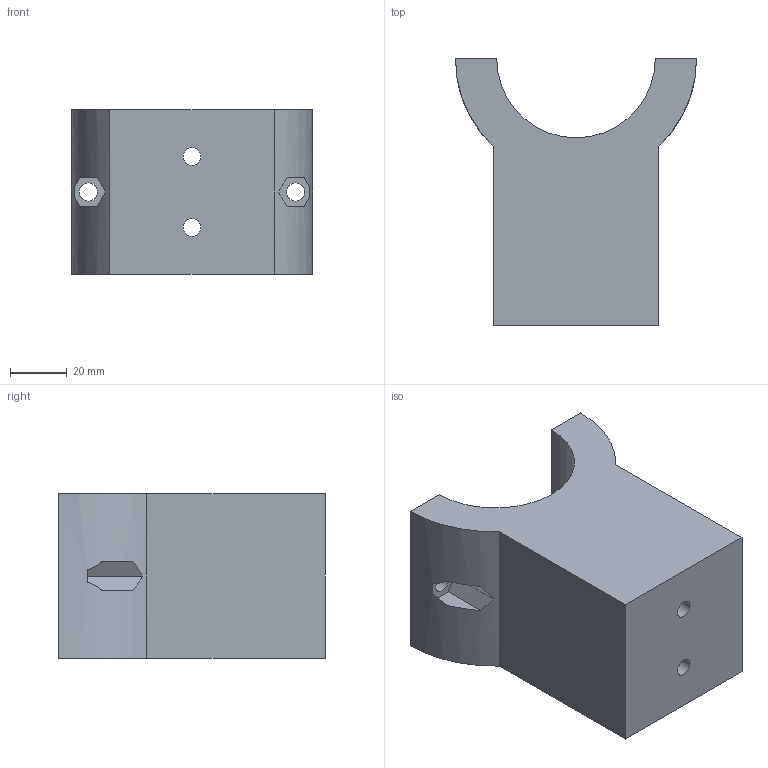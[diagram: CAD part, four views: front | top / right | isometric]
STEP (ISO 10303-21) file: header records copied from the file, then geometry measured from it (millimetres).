
FILE_DESCRIPTION(/* description */ (''),/* implementation_level */ '2;1');
FILE_NAME(/* name */ 'ThorlabsSM2L30-XT66P2M_H94mm(axis2base)_BASE.stp',/* time_stamp */ '2023-03-16T14:06:03+01:00',/* author */ ('nvladi'),/* organization */ (''),/* preprocessor_version */ 'ST-DEVELOPER v18.1',/* originating_system */ 'Autodesk Inventor 2021',/* authorisation */ '');
FILE_SCHEMA (('AUTOMOTIVE_DESIGN { 1 0 10303 214 3 1 1 }'));
Length unit declared in the file: millimetre
Products named in the file (1): ThorlabsSM2L30-XT66P2M_H94mm(axis2base)_BASE
Bounding box: 85 x 94 x 58 mm (x, y, z)
Volume: 267207.7 mm3; surface area: 35542.4 mm2
Topology: 1 solids, 1 shells, 32 faces, 80 edges, 54 vertices
Faces by surface type: plane 23, cylinder 9
Full cylindrical faces by diameter (mm): 6.2 x2, 6.4 x2, 10.2 x2
Entity records: 1085 total; most frequent: CARTESIAN_POINT 235, DIRECTION 170, ORIENTED_EDGE 160, EDGE_CURVE 80, AXIS2_PLACEMENT_3D 61, VERTEX_POINT 54, LINE 48, VECTOR 48
